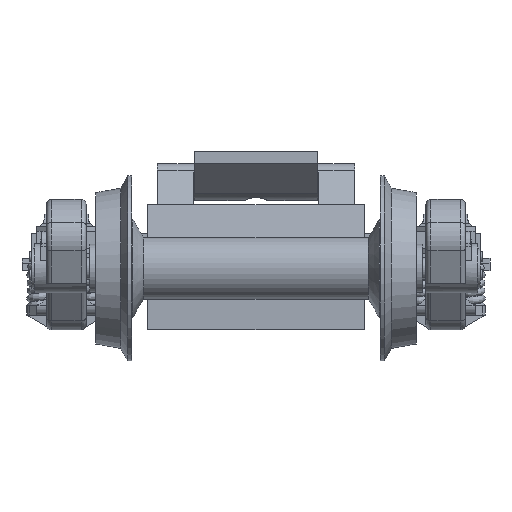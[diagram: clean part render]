
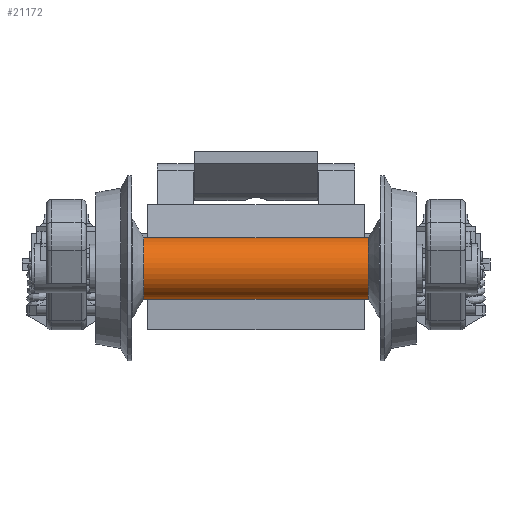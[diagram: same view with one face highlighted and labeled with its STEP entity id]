
A CAD part, front view. The second image highlights one B-rep face of the part: STEP entity #21172.
In plain terms, the highlighted cylindrical face has radius 2.5 mm (diameter 5 mm), a full revolution.
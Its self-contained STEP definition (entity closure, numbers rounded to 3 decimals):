
#872=CYLINDRICAL_SURFACE('',#22563,2.5);
#2018=FACE_OUTER_BOUND('',#3246,.T.);
#3246=EDGE_LOOP('',(#14611,#14612,#14613,#14614));
#4526=LINE('',#30307,#6515);
#6515=VECTOR('',#24531,2.5);
#8507=CIRCLE('',#22554,2.5);
#8512=CIRCLE('',#22564,2.5);
#9187=VERTEX_POINT('',#30286);
#9192=VERTEX_POINT('',#30305);
#11292=EDGE_CURVE('',#9187,#9187,#8507,.T.);
#11300=EDGE_CURVE('',#9192,#9192,#8512,.T.);
#11301=EDGE_CURVE('',#9192,#9187,#4526,.T.);
#14611=ORIENTED_EDGE('',*,*,#11300,.F.);
#14612=ORIENTED_EDGE('',*,*,#11301,.T.);
#14613=ORIENTED_EDGE('',*,*,#11292,.T.);
#14614=ORIENTED_EDGE('',*,*,#11301,.F.);
#21172=ADVANCED_FACE('',(#2018),#872,.T.);
#22554=AXIS2_PLACEMENT_3D('',#30288,#24506,#24507);
#22563=AXIS2_PLACEMENT_3D('',#30304,#24527,#24528);
#22564=AXIS2_PLACEMENT_3D('',#30306,#24529,#24530);
#24506=DIRECTION('center_axis',(1.,0.,0.));
#24507=DIRECTION('ref_axis',(0.,0.,-1.));
#24527=DIRECTION('center_axis',(1.,0.,0.));
#24528=DIRECTION('ref_axis',(0.,1.,0.));
#24529=DIRECTION('center_axis',(1.,0.,0.));
#24530=DIRECTION('ref_axis',(0.,0.,-1.));
#24531=DIRECTION('',(-1.,0.,0.));
#30286=CARTESIAN_POINT('',(-9.134,-16.15,0.));
#30288=CARTESIAN_POINT('Origin',(-9.134,-13.65,0.));
#30304=CARTESIAN_POINT('Origin',(4.567,-13.65,0.));
#30305=CARTESIAN_POINT('',(9.134,-16.15,0.));
#30306=CARTESIAN_POINT('Origin',(9.134,-13.65,0.));
#30307=CARTESIAN_POINT('',(4.567,-16.15,0.));
